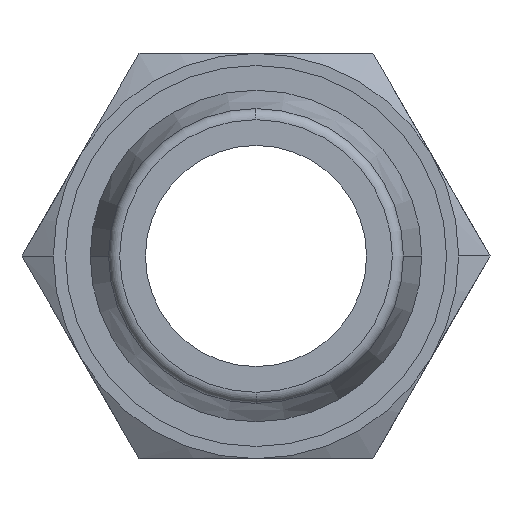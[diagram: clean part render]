
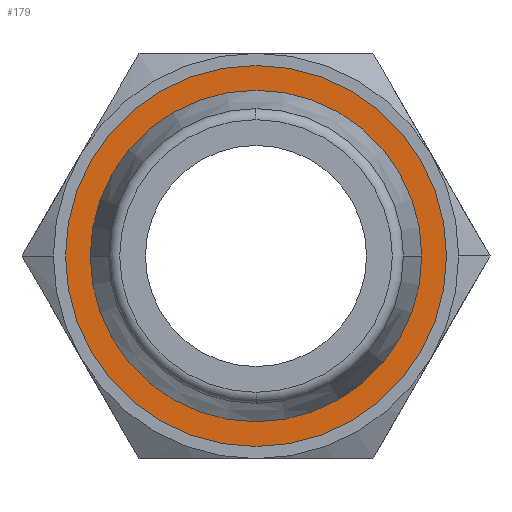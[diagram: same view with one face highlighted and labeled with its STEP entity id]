
A CAD part, front view. The second image highlights one B-rep face of the part: STEP entity #179.
In plain terms, the highlighted planar face has unit normal (0, -1, 0).
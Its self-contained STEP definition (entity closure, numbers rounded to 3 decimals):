
#179=ADVANCED_FACE('',(#411,#412),#413,.T.);
#411=FACE_OUTER_BOUND('',#696,.T.);
#412=FACE_BOUND('',#697,.T.);
#413=PLANE('',#698);
#696=EDGE_LOOP('',(#1129,#1130));
#697=EDGE_LOOP('',(#1131,#1132));
#698=AXIS2_PLACEMENT_3D('',#1133,#1134,#1135);
#1129=ORIENTED_EDGE('',*,*,#1662,.T.);
#1130=ORIENTED_EDGE('',*,*,#1759,.T.);
#1131=ORIENTED_EDGE('',*,*,#1760,.F.);
#1132=ORIENTED_EDGE('',*,*,#1738,.F.);
#1133=CARTESIAN_POINT('',(0.0,14.0,0.0));
#1134=DIRECTION('',(0.0,-1.0,0.0));
#1135=DIRECTION('',(-1.0,0.0,0.0));
#1662=EDGE_CURVE('',#1966,#1971,#1973,.T.);
#1738=EDGE_CURVE('',#2086,#2088,#2089,.T.);
#1759=EDGE_CURVE('',#1971,#1966,#2118,.T.);
#1760=EDGE_CURVE('',#2088,#2086,#2119,.T.);
#1966=VERTEX_POINT('',#2438);
#1971=VERTEX_POINT('',#2444);
#1973=CIRCLE('',#2447,5.17);
#2086=VERTEX_POINT('',#2661);
#2088=VERTEX_POINT('',#2664);
#2089=CIRCLE('',#2665,4.5);
#2118=CIRCLE('',#2741,5.17);
#2119=CIRCLE('',#2742,4.5);
#2438=CARTESIAN_POINT('',(5.17,14.0,0.0));
#2444=CARTESIAN_POINT('',(-5.17,14.0,0.));
#2447=AXIS2_PLACEMENT_3D('',#3054,#3055,#3056);
#2661=CARTESIAN_POINT('',(4.5,14.0,0.));
#2664=CARTESIAN_POINT('',(-4.5,14.0,0.));
#2665=AXIS2_PLACEMENT_3D('',#3157,#3158,#3159);
#2741=AXIS2_PLACEMENT_3D('',#3184,#3185,#3186);
#2742=AXIS2_PLACEMENT_3D('',#3187,#3188,#3189);
#3054=CARTESIAN_POINT('',(0.0,14.0,0.0));
#3055=DIRECTION('',(0.0,-1.0,0.0));
#3056=DIRECTION('',(1.0,0.0,0.0));
#3157=CARTESIAN_POINT('',(0.0,14.0,0.0));
#3158=DIRECTION('',(0.0,-1.0,0.0));
#3159=DIRECTION('',(1.0,0.0,0.0));
#3184=CARTESIAN_POINT('',(0.0,14.0,0.0));
#3185=DIRECTION('',(0.0,-1.0,0.0));
#3186=DIRECTION('',(1.0,0.0,0.0));
#3187=CARTESIAN_POINT('',(0.0,14.0,0.0));
#3188=DIRECTION('',(0.0,-1.0,0.0));
#3189=DIRECTION('',(1.0,0.0,0.0));
